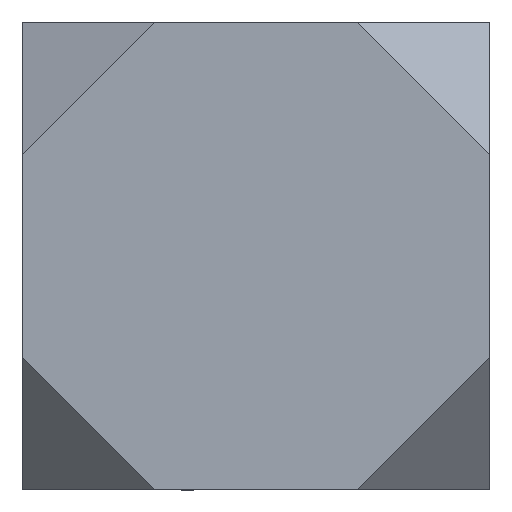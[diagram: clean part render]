
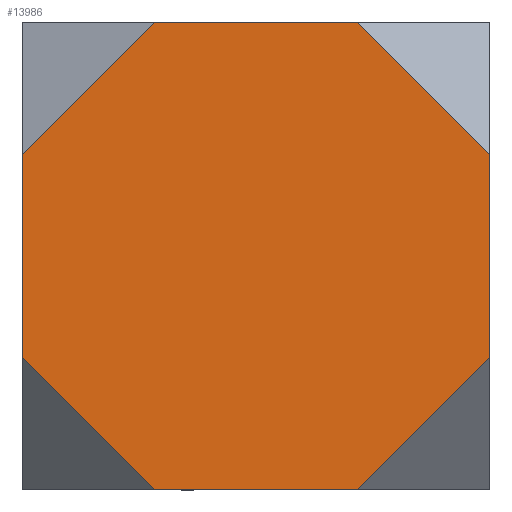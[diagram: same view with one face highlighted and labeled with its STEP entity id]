
A CAD part, front view. The second image highlights one B-rep face of the part: STEP entity #13986.
In plain terms, the highlighted planar face has unit normal (0, -1, 0).
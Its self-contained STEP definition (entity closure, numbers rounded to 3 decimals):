
#537 = DIRECTION ( 'NONE',  ( 0., 0., 1. ) ) ;
#772 = CARTESIAN_POINT ( 'NONE',  ( -7.172, 0., -7.172 ) ) ;
#993 = CARTESIAN_POINT ( 'NONE',  ( -10., 0., -10. ) ) ;
#1945 = CARTESIAN_POINT ( 'NONE',  ( 7.172, 0., 7.172 ) ) ;
#2045 = ORIENTED_EDGE ( 'NONE', *, *, #10510, .F. ) ;
#2551 = DIRECTION ( 'NONE',  ( 0., 0., -1. ) ) ;
#2733 = CARTESIAN_POINT ( 'NONE',  ( -10., 0., 10. ) ) ;
#2896 = VERTEX_POINT ( 'NONE', #3100 ) ;
#2976 = AXIS2_PLACEMENT_3D ( 'NONE', #11134, #6586, #537 ) ;
#3100 = CARTESIAN_POINT ( 'NONE',  ( -10., 0., 4.343 ) ) ;
#3120 = LINE ( 'NONE', #1945, #7990 ) ;
#3383 = ORIENTED_EDGE ( 'NONE', *, *, #13030, .T. ) ;
#3587 = CARTESIAN_POINT ( 'NONE',  ( 7.172, 0., -7.172 ) ) ;
#3735 = CARTESIAN_POINT ( 'NONE',  ( 4.343, 0., -10. ) ) ;
#3811 = LINE ( 'NONE', #4992, #15220 ) ;
#4113 = CARTESIAN_POINT ( 'NONE',  ( -10., 0., -4.343 ) ) ;
#4368 = ORIENTED_EDGE ( 'NONE', *, *, #15430, .T. ) ;
#4470 = EDGE_CURVE ( 'NONE', #15510, #6400, #8517, .T. ) ;
#4566 = ORIENTED_EDGE ( 'NONE', *, *, #4470, .T. ) ;
#4738 = ORIENTED_EDGE ( 'NONE', *, *, #14346, .T. ) ;
#4992 = CARTESIAN_POINT ( 'NONE',  ( -10., 0., 10. ) ) ;
#5566 = VERTEX_POINT ( 'NONE', #9598 ) ;
#5926 = LINE ( 'NONE', #993, #10231 ) ;
#6076 = ORIENTED_EDGE ( 'NONE', *, *, #7638, .T. ) ;
#6079 = LINE ( 'NONE', #10797, #6955 ) ;
#6348 = PLANE ( 'NONE',  #2976 ) ;
#6400 = VERTEX_POINT ( 'NONE', #6583 ) ;
#6583 = CARTESIAN_POINT ( 'NONE',  ( 10., 0., -4.343 ) ) ;
#6586 = DIRECTION ( 'NONE',  ( 0., 1., 0. ) ) ;
#6881 = EDGE_CURVE ( 'NONE', #10353, #6400, #13153, .T. ) ;
#6955 = VECTOR ( 'NONE', #8292, 1000. ) ;
#6966 = LINE ( 'NONE', #772, #8728 ) ;
#7430 = VECTOR ( 'NONE', #11900, 1000. ) ;
#7493 = DIRECTION ( 'NONE',  ( 0., 0., -1. ) ) ;
#7638 = EDGE_CURVE ( 'NONE', #5566, #15510, #5926, .T. ) ;
#7990 = VECTOR ( 'NONE', #15342, 1000. ) ;
#8284 = DIRECTION ( 'NONE',  ( 1., 0., 0. ) ) ;
#8292 = DIRECTION ( 'NONE',  ( -0.707, 0., -0.707 ) ) ;
#8299 = VERTEX_POINT ( 'NONE', #13732 ) ;
#8517 = LINE ( 'NONE', #3587, #7430 ) ;
#8728 = VECTOR ( 'NONE', #13952, 1000. ) ;
#9498 = ORIENTED_EDGE ( 'NONE', *, *, #12162, .T. ) ;
#9598 = CARTESIAN_POINT ( 'NONE',  ( -4.343, 0., -10. ) ) ;
#10217 = VECTOR ( 'NONE', #7493, 1000. ) ;
#10231 = VECTOR ( 'NONE', #8284, 1000. ) ;
#10353 = VERTEX_POINT ( 'NONE', #10617 ) ;
#10486 = VECTOR ( 'NONE', #12465, 1000. ) ;
#10510 = EDGE_CURVE ( 'NONE', #8299, #12891, #14805, .T. ) ;
#10617 = CARTESIAN_POINT ( 'NONE',  ( 10., 0., 4.343 ) ) ;
#10797 = CARTESIAN_POINT ( 'NONE',  ( -7.172, 0., 7.172 ) ) ;
#10890 = EDGE_LOOP ( 'NONE', ( #6076, #4566, #11742, #4738, #2045, #9498, #4368, #3383 ) ) ;
#11134 = CARTESIAN_POINT ( 'NONE',  ( 0., 0., 0. ) ) ;
#11742 = ORIENTED_EDGE ( 'NONE', *, *, #6881, .F. ) ;
#11900 = DIRECTION ( 'NONE',  ( 0.707, 0., 0.707 ) ) ;
#12162 = EDGE_CURVE ( 'NONE', #8299, #2896, #6079, .T. ) ;
#12465 = DIRECTION ( 'NONE',  ( 1., 0., 0. ) ) ;
#12484 = FACE_OUTER_BOUND ( 'NONE', #10890, .T. ) ;
#12891 = VERTEX_POINT ( 'NONE', #14885 ) ;
#13030 = EDGE_CURVE ( 'NONE', #14604, #5566, #6966, .T. ) ;
#13153 = LINE ( 'NONE', #13455, #10217 ) ;
#13455 = CARTESIAN_POINT ( 'NONE',  ( 10., 0., 10. ) ) ;
#13732 = CARTESIAN_POINT ( 'NONE',  ( -4.343, 0., 10. ) ) ;
#13952 = DIRECTION ( 'NONE',  ( 0.707, 0., -0.707 ) ) ;
#13986 = ADVANCED_FACE ( 'NONE', ( #12484 ), #6348, .F. ) ;
#14346 = EDGE_CURVE ( 'NONE', #10353, #12891, #3120, .T. ) ;
#14604 = VERTEX_POINT ( 'NONE', #4113 ) ;
#14805 = LINE ( 'NONE', #2733, #10486 ) ;
#14885 = CARTESIAN_POINT ( 'NONE',  ( 4.343, 0., 10. ) ) ;
#15220 = VECTOR ( 'NONE', #2551, 1000. ) ;
#15342 = DIRECTION ( 'NONE',  ( -0.707, 0., 0.707 ) ) ;
#15430 = EDGE_CURVE ( 'NONE', #2896, #14604, #3811, .T. ) ;
#15510 = VERTEX_POINT ( 'NONE', #3735 ) ;
